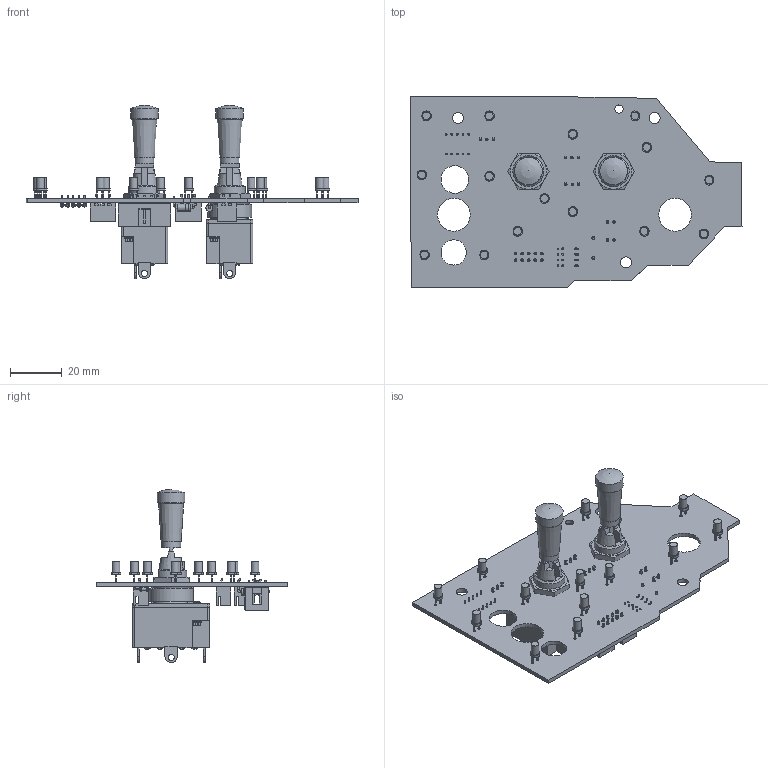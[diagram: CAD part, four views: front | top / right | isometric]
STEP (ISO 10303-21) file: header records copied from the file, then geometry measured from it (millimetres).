
FILE_DESCRIPTION(('KiCad electronic assembly'),'2;1');
FILE_NAME('FUEL-V001.step','2024-09-01T05:44:42',('Pcbnew'),('Kicad'), 'Open CASCADE STEP processor 7.7','KiCad to STEP converter','Unknown' );
FILE_SCHEMA(('AUTOMOTIVE_DESIGN { 1 0 10303 214 1 1 1 1 }'));
Length unit declared in the file: millimetre
Products named in the file (18): FUEL-V001 1; S2AL; LED_D3.0mm_FlatTop; R_Axial_DIN0204_L3.6mm_D1.6mm_P7.62mm_Horizontal; R_Axial_DIN0204_L36mm_D16mm_P762mm_Horizontal; IDC-Header_2x05_P2.54mm_Vertical; IDC_Header_2x05_P254mm_Vertical; D_A-405_P7.62mm_Horizontal; D_DO-41_SOD81_P7.62mm_Horizontal; JST_XH_B3B-XH-A_1x03_P2.50mm_Vertical; JST_B3B_XH_A; JST_XH_B2B-XH-A_1x02_P2.50mm_Vertical; JST_B2B_XH_A; FUEL-V001_PCB
Assembly tree (42 placements, depth 3):
  FUEL-V001 1
    S2AL  x2
      S2AL
    LED_D3.0mm_FlatTop  x15
      LED_D3.0mm_FlatTop
    R_Axial_DIN0204_L3.6mm_D1.6mm_P7.62mm_Horizontal  x5
      R_Axial_DIN0204_L36mm_D16mm_P762mm_Horizontal
    IDC-Header_2x05_P2.54mm_Vertical
      IDC_Header_2x05_P254mm_Vertical
    D_A-405_P7.62mm_Horizontal  x4
      D_A-405_P7.62mm_Horizontal
    D_DO-41_SOD81_P7.62mm_Horizontal
      D_DO-41_SOD81_P7.62mm_Horizontal
    JST_XH_B3B-XH-A_1x03_P2.50mm_Vertical  x3
      JST_B3B_XH_A
    JST_XH_B2B-XH-A_1x02_P2.50mm_Vertical  x2
      JST_B2B_XH_A
    FUEL-V001_PCB
Bounding box: 128.57 x 74.17 x 67.08 mm (x, y, z)
Volume: 38697.3 mm3; surface area: 37209.1 mm2
Topology: 50 solids, 50 shells, 1875 faces, 4670 edges, 3029 vertices
Faces by surface type: plane 1371, cylinder 424, torus 36, cone 32, sphere 8, revolution 4
Full cylindrical faces by diameter (mm): 0.5 x20, 0.6 x16, 0.7 x18, 0.8 x4, 0.9 x30, 0.95 x9, 1 x20, 1.1 x2, 1.44 x5, 1.524 x4, 1.6 x10, 2.388 x6, 2.5 x8, 2.7 x10, 2.72 x5, 3 x15, 3.2 x1, 3.556 x4, 4.3 x3, 7.391 x2, 7.518 x2, 9.78 x1, 10.106 x2, 10.68 x1, 10.693 x2, 12 x2, 12.7 x4, 15.799 x2, 16.993 x2
Entity records: 31555 total; most frequent: CARTESIAN_POINT 5118, ORIENTED_EDGE 4602, DIRECTION 4575, EDGE_CURVE 2301, LINE 1681, VECTOR 1681, VERTEX_POINT 1491, AXIS2_PLACEMENT_3D 1446
